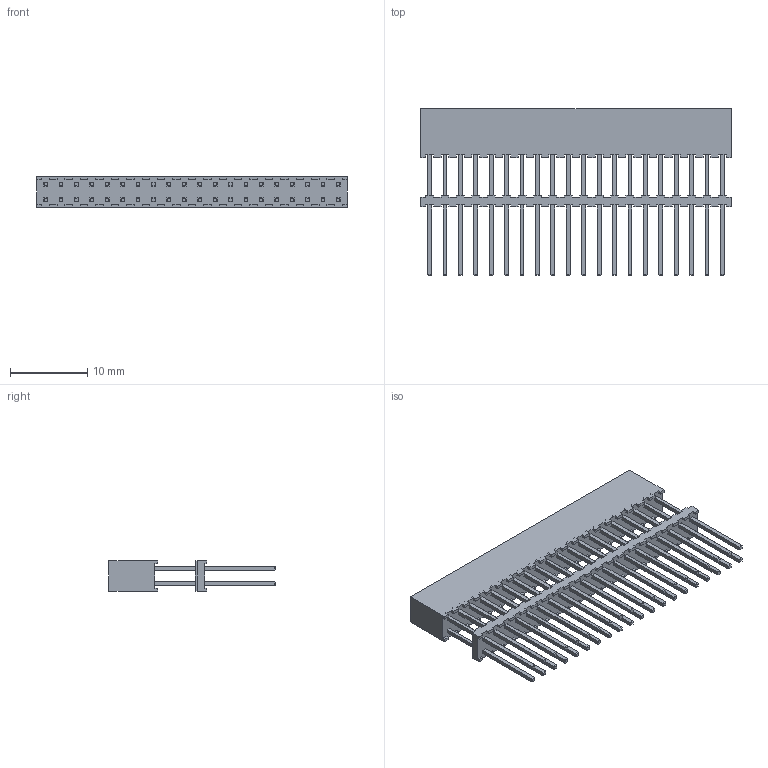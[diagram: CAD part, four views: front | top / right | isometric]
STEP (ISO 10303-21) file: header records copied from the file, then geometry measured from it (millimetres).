
FILE_DESCRIPTION (( 'STEP AP214' ), '1' );
FILE_NAME ('ESQT-120-02-F-D-500.STEP', '2020-08-02T01:32:00', ( '' ), ( '' ), 'SwSTEP 2.0', 'SolidWorks 2019', '' );
FILE_SCHEMA (( 'AUTOMOTIVE_DESIGN' ));
Length unit declared in the file: millimetre
Products named in the file (5): _ESQT-120-02-F-D-500_BS.stp; ESQT-120-02-F-D-500; _ESQT-120-02-F-D-500_S.stp; ESQT-120-02-F-D-500.stp; _ESQT-120-02-F-D-500_P.stp
Assembly tree (4 placements, depth 3):
  ESQT-120-02-F-D-500
    ESQT-120-02-F-D-500.stp
      _ESQT-120-02-F-D-500_S.stp
      _ESQT-120-02-F-D-500_P.stp
      _ESQT-120-02-F-D-500_BS.stp
Bounding box: 40.3 x 21.59 x 4 mm (x, y, z)
Volume: 1281.9 mm3; surface area: 3742.4 mm2
Topology: 3 solids, 3 shells, 1666 faces, 4460 edges, 2920 vertices
Faces by surface type: plane 1546, cylinder 120
Entity records: 51224 total; most frequent: CARTESIAN_POINT 9054, ORIENTED_EDGE 8920, DIRECTION 8048, EDGE_CURVE 4460, LINE 4220, VECTOR 4220, VERTEX_POINT 2920, AXIS2_PLACEMENT_3D 1914
